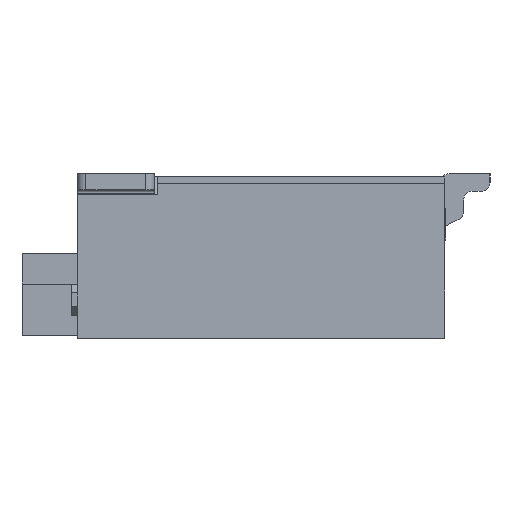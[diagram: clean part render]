
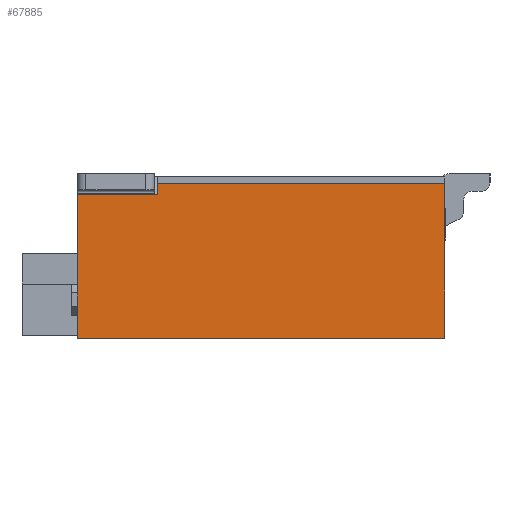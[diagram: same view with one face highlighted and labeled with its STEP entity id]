
A CAD part, left-side view. The second image highlights one B-rep face of the part: STEP entity #67885.
In plain terms, the highlighted planar face has unit normal (-1, 0, 0).
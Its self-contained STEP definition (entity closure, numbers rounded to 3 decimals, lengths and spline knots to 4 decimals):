
#1=DIRECTION('',(0.,-1.,0.));
#2=VECTOR('',#1,4.45);
#3=CARTESIAN_POINT('',(-13.725,1.6,1.145));
#4=LINE('',#3,#2);
#13=DIRECTION('',(0.,0.,-1.));
#14=VECTOR('',#13,0.17);
#15=CARTESIAN_POINT('',(-13.725,1.6,1.145));
#16=LINE('',#15,#14);
#192=DIRECTION('',(0.,1.,0.));
#193=VECTOR('',#192,5.7);
#194=CARTESIAN_POINT('',(-13.725,-2.85,-1.255));
#195=LINE('',#194,#193);
#384=DIRECTION('',(0.,0.,-1.));
#385=VECTOR('',#384,2.4);
#386=CARTESIAN_POINT('',(-13.725,-2.85,1.145));
#387=LINE('',#386,#385);
#10975=DIRECTION('',(0.,-1.,0.));
#10976=VECTOR('',#10975,1.25);
#10977=CARTESIAN_POINT('',(-13.725,2.85,0.975));
#10978=LINE('',#10977,#10976);
#11001=DIRECTION('',(0.,0.,1.));
#11002=VECTOR('',#11001,2.23);
#11003=CARTESIAN_POINT('',(-13.725,2.85,-1.255));
#11004=LINE('',#11003,#11002);
#53272=CARTESIAN_POINT('',(-13.725,1.6,1.145));
#53273=CARTESIAN_POINT('',(-13.725,-2.85,1.145));
#53274=VERTEX_POINT('',#53272);
#53275=VERTEX_POINT('',#53273);
#53276=CARTESIAN_POINT('',(-13.725,1.6,0.975));
#53277=VERTEX_POINT('',#53276);
#53278=CARTESIAN_POINT('',(-13.725,2.85,0.975));
#53279=VERTEX_POINT('',#53278);
#53280=CARTESIAN_POINT('',(-13.725,2.85,-1.255));
#53281=VERTEX_POINT('',#53280);
#53282=CARTESIAN_POINT('',(-13.725,-2.85,-1.255));
#53283=VERTEX_POINT('',#53282);
#67866=CARTESIAN_POINT('',(-13.725,0.,-0.055));
#67867=DIRECTION('',(1.,0.,0.));
#67868=DIRECTION('',(0.,-1.,0.));
#67869=AXIS2_PLACEMENT_3D('',#67866,#67867,#67868);
#67870=PLANE('',#67869);
#67872=ORIENTED_EDGE('',*,*,#67871,.T.);
#67874=ORIENTED_EDGE('',*,*,#67873,.T.);
#67876=ORIENTED_EDGE('',*,*,#67875,.T.);
#67878=ORIENTED_EDGE('',*,*,#67877,.T.);
#67880=ORIENTED_EDGE('',*,*,#67879,.T.);
#67882=ORIENTED_EDGE('',*,*,#67881,.F.);
#67883=EDGE_LOOP('',(#67872,#67874,#67876,#67878,#67880,#67882));
#67884=FACE_OUTER_BOUND('',#67883,.F.);
#67885=ADVANCED_FACE('',(#67884),#67870,.F.);
#67871=EDGE_CURVE('',#53274,#53275,#4,.T.);
#67873=EDGE_CURVE('',#53275,#53283,#387,.T.);
#67875=EDGE_CURVE('',#53283,#53281,#195,.T.);
#67877=EDGE_CURVE('',#53281,#53279,#11004,.T.);
#67879=EDGE_CURVE('',#53279,#53277,#10978,.T.);
#67881=EDGE_CURVE('',#53274,#53277,#16,.T.);
